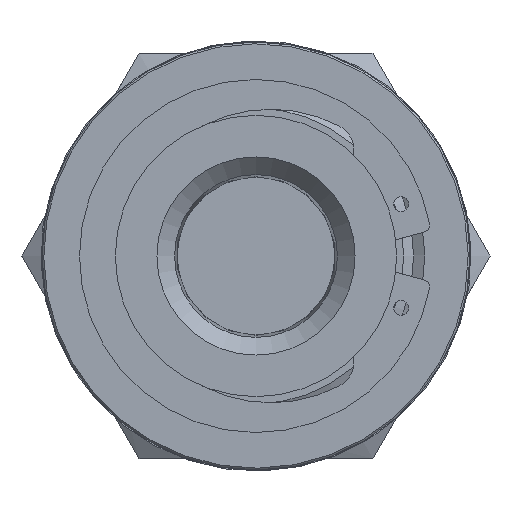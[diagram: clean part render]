
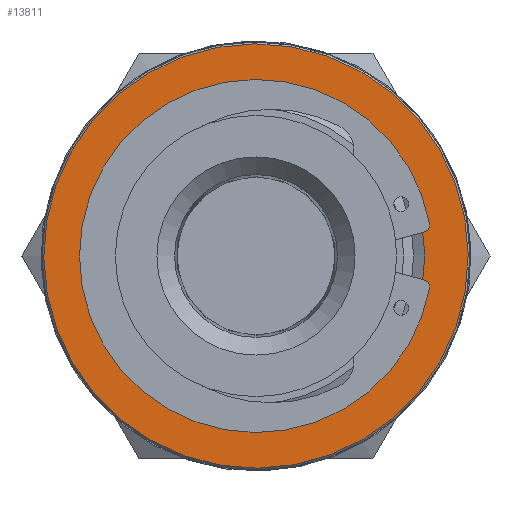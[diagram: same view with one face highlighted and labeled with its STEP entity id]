
A CAD part, left-side view. The second image highlights one B-rep face of the part: STEP entity #13811.
In plain terms, the highlighted planar face has unit normal (-1, 0, 0).
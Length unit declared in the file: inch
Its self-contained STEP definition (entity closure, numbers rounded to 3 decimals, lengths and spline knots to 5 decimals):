
#13777=CARTESIAN_POINT('',(-0.5,0.589,0.));
#13778=VERTEX_POINT('',#13777);
#13779=CARTESIAN_POINT('',(-0.5,0.0,0.0));
#13780=DIRECTION('',(1.0,0.0,0.0));
#13781=DIRECTION('',(0.0,-1.0,0.0));
#13782=AXIS2_PLACEMENT_3D('',#13779,#13780,#13781);
#13783=CIRCLE('',#13782,0.589);
#13784=EDGE_CURVE('',#13778,#13778,#13783,.T.);
#13792=CARTESIAN_POINT('',(-0.5,0.0,0.0));
#13793=DIRECTION('',(-1.0,0.0,0.0));
#13794=DIRECTION('',(0.0,0.0,1.0));
#13795=AXIS2_PLACEMENT_3D('',#13792,#13793,#13794);
#13796=PLANE('',#13795);
#13797=ORIENTED_EDGE('',*,*,#13784,.F.);
#13798=EDGE_LOOP('',(#13797));
#13799=FACE_OUTER_BOUND('',#13798,.T.);
#13800=CARTESIAN_POINT('',(-0.5,-0.4685,0.));
#13801=VERTEX_POINT('',#13800);
#13802=CARTESIAN_POINT('',(-0.5,0.0,0.0));
#13803=DIRECTION('',(-1.0,0.0,0.0));
#13804=DIRECTION('',(0.0,1.0,0.0));
#13805=AXIS2_PLACEMENT_3D('',#13802,#13803,#13804);
#13806=CIRCLE('',#13805,0.4685);
#13807=EDGE_CURVE('',#13801,#13801,#13806,.T.);
#13808=ORIENTED_EDGE('',*,*,#13807,.F.);
#13809=EDGE_LOOP('',(#13808));
#13810=FACE_BOUND('',#13809,.T.);
#13811=ADVANCED_FACE('',(#13799,#13810),#13796,.T.);
